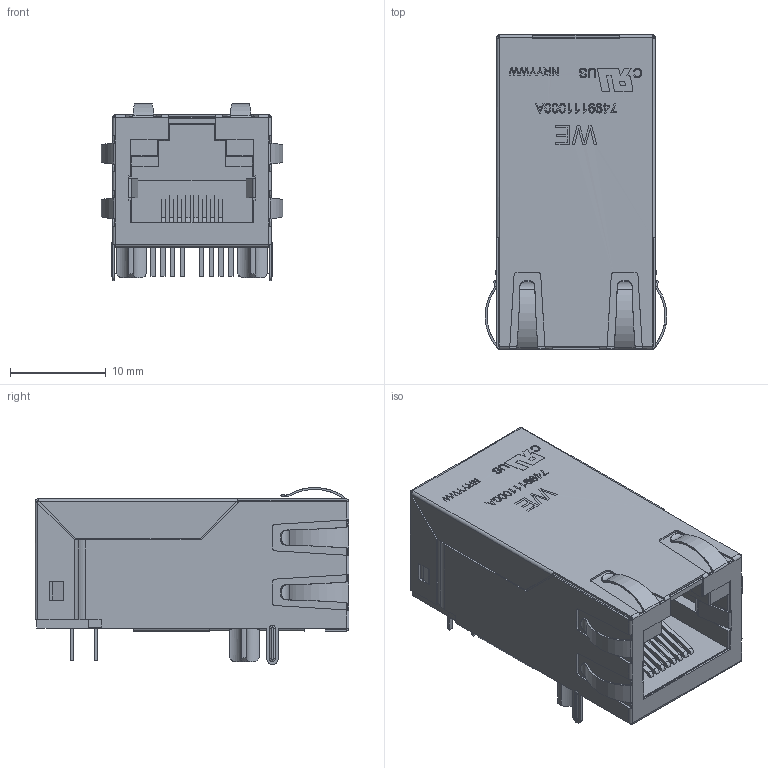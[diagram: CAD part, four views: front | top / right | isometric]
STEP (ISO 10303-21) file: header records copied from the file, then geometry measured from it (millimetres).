
FILE_DESCRIPTION(/* description */ ('Unknown'),/* implementation_level */ '2;1');
FILE_NAME(/* name */ 'T_Wurth_WE-RJ45LAN_7499111000A',/* time_stamp */ '2025-08-21T15:00:30+08:00',/* author */ ('Unknown'),/* organization */ ('Unknown'),/* preprocessor_version */ 'ST-DEVELOPER v19.4',/* originating_system */ 'Solid Edge',/* authorisation */ 'Unknown');
FILE_SCHEMA (('AUTOMOTIVE_DESIGN {1 0 10303 214 3 1 1}'));
Length unit declared in the file: millimetre
Products named in the file (2): T_Wurth_WE-RJ45LAN_7499111000A
Assembly tree (1 placements, depth 2):
  T_Wurth_WE-RJ45LAN_7499111000A
    T_Wurth_WE-RJ45LAN_7499111000A
Bounding box: 18.98 x 32.8 x 18.5 mm (x, y, z)
Volume: 6118.2 mm3; surface area: 6029.2 mm2
Topology: 1 solids, 1 shells, 781 faces, 2093 edges, 1340 vertices
Faces by surface type: plane 520, cylinder 188, bspline 50, cone 8, torus 8, sphere 7
Entity records: 30941 total; most frequent: CARTESIAN_POINT 6695, ORIENTED_EDGE 4158, DIRECTION 3439, EDGE_CURVE 2079, VERTEX_POINT 1340, LINE 1261, VECTOR 1261, AXIS2_PLACEMENT_3D 1089
